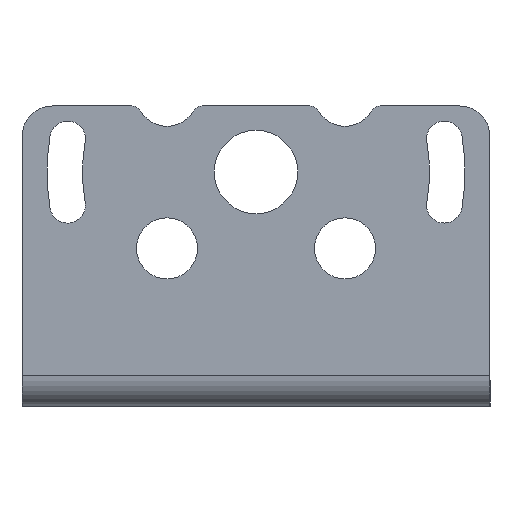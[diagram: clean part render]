
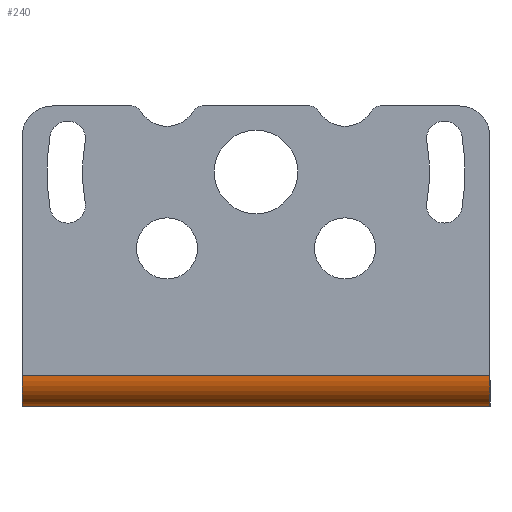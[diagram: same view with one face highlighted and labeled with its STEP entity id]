
A CAD part, left-side view. The second image highlights one B-rep face of the part: STEP entity #240.
In plain terms, the highlighted cylindrical face has radius 3 mm (diameter 6 mm), a partial arc.
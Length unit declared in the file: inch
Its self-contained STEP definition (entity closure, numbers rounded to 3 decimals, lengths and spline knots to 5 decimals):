
#5 = VERTEX_POINT ( 'NONE', #544 ) ;
#59 = VERTEX_POINT ( 'NONE', #520 ) ;
#69 = VERTEX_POINT ( 'NONE', #586 ) ;
#95 = ORIENTED_EDGE ( 'NONE', *, *, #286, .T. ) ;
#140 = CARTESIAN_POINT ( 'NONE',  ( -1.45669, 0.90551, 0.11811 ) ) ;
#152 = CYLINDRICAL_SURFACE ( 'NONE', #684, 0.11811 ) ;
#163 = VERTEX_POINT ( 'NONE', #1796 ) ;
#182 = LINE ( 'NONE', #1399, #1189 ) ;
#240 = ADVANCED_FACE ( 'NONE', ( #425 ), #152, .T. ) ;
#286 = EDGE_CURVE ( 'NONE', #69, #163, #182, .T. ) ;
#318 = ORIENTED_EDGE ( 'NONE', *, *, #1915, .T. ) ;
#425 = FACE_OUTER_BOUND ( 'NONE', #1447, .T. ) ;
#440 = EDGE_CURVE ( 'NONE', #69, #5, #1161, .T. ) ;
#465 = ORIENTED_EDGE ( 'NONE', *, *, #1398, .T. ) ;
#520 = CARTESIAN_POINT ( 'NONE',  ( -1.45669, 0.90551, 0. ) ) ;
#544 = CARTESIAN_POINT ( 'NONE',  ( -1.45669, -0.90551, 0. ) ) ;
#586 = CARTESIAN_POINT ( 'NONE',  ( -1.5748, -0.90551, 0.11811 ) ) ;
#642 = DIRECTION ( 'NONE',  ( 0., 1., 0. ) ) ;
#684 = AXIS2_PLACEMENT_3D ( 'NONE', #1698, #959, #1668 ) ;
#724 = DIRECTION ( 'NONE',  ( 0., -1., 0. ) ) ;
#735 = CARTESIAN_POINT ( 'NONE',  ( -1.45669, 0., 0. ) ) ;
#781 = VECTOR ( 'NONE', #1343, 39.37008 ) ;
#959 = DIRECTION ( 'NONE',  ( 0., -1., 0. ) ) ;
#1129 = AXIS2_PLACEMENT_3D ( 'NONE', #1757, #1284, #1607 ) ;
#1161 = CIRCLE ( 'NONE', #1129, 0.11811 ) ;
#1189 = VECTOR ( 'NONE', #642, 39.37008 ) ;
#1284 = DIRECTION ( 'NONE',  ( 0., -1., 0. ) ) ;
#1343 = DIRECTION ( 'NONE',  ( 0., -1., 0. ) ) ;
#1398 = EDGE_CURVE ( 'NONE', #163, #59, #1511, .T. ) ;
#1399 = CARTESIAN_POINT ( 'NONE',  ( -1.5748, 0., 0.11811 ) ) ;
#1415 = AXIS2_PLACEMENT_3D ( 'NONE', #140, #724, #1814 ) ;
#1447 = EDGE_LOOP ( 'NONE', ( #1718, #95, #465, #318 ) ) ;
#1492 = LINE ( 'NONE', #735, #781 ) ;
#1511 = CIRCLE ( 'NONE', #1415, 0.11811 ) ;
#1607 = DIRECTION ( 'NONE',  ( 0., 0., -1. ) ) ;
#1668 = DIRECTION ( 'NONE',  ( 0., 0., -1. ) ) ;
#1698 = CARTESIAN_POINT ( 'NONE',  ( -1.45669, 0.90551, 0.11811 ) ) ;
#1718 = ORIENTED_EDGE ( 'NONE', *, *, #440, .F. ) ;
#1757 = CARTESIAN_POINT ( 'NONE',  ( -1.45669, -0.90551, 0.11811 ) ) ;
#1796 = CARTESIAN_POINT ( 'NONE',  ( -1.5748, 0.90551, 0.11811 ) ) ;
#1814 = DIRECTION ( 'NONE',  ( 0., 0., -1. ) ) ;
#1915 = EDGE_CURVE ( 'NONE', #59, #5, #1492, .T. ) ;
